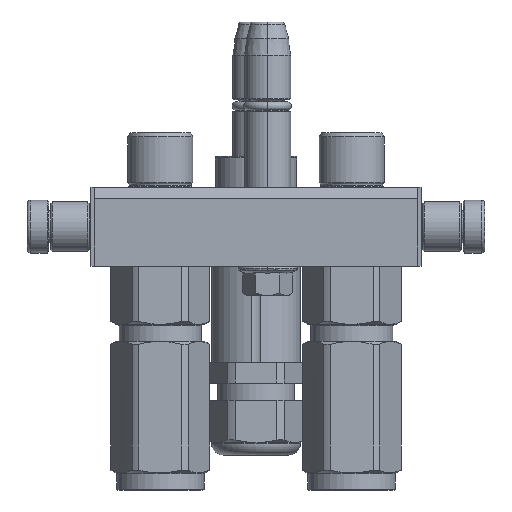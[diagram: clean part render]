
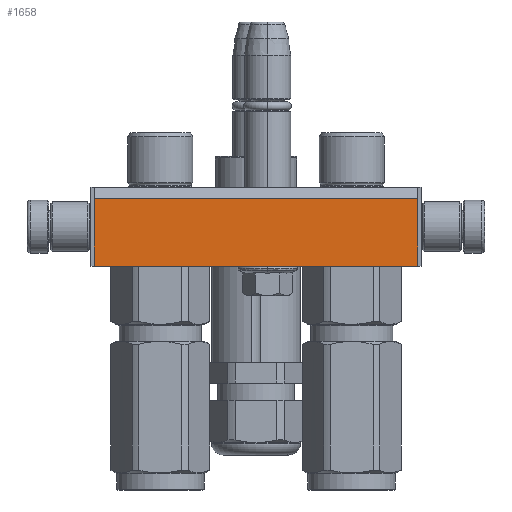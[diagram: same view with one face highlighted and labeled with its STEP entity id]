
A CAD part, left-side view. The second image highlights one B-rep face of the part: STEP entity #1658.
In plain terms, the highlighted face is planar.
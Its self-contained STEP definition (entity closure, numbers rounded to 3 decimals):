
#180 = CARTESIAN_POINT ( 'NONE',  ( 78., 3.464, 24. ) ) ;
#234 = AXIS2_PLACEMENT_3D ( 'NONE', #42840, #20069, #46588 ) ;
#1658 = ADVANCED_FACE ( 'NONE', ( #26513 ), #3697, .T. ) ;
#2610 = ORIENTED_EDGE ( 'NONE', *, *, #12866, .F. ) ;
#3697 = PLANE ( 'NONE',  #234 ) ;
#6189 = LINE ( 'NONE', #41444, #22647 ) ;
#7167 = VERTEX_POINT ( 'NONE', #180 ) ;
#9180 = LINE ( 'NONE', #38100, #40222 ) ;
#10499 = DIRECTION ( 'NONE',  ( 1., 0., 0. ) ) ;
#11068 = CARTESIAN_POINT ( 'NONE',  ( -20., 24., 24. ) ) ;
#11748 = LINE ( 'NONE', #11068, #13600 ) ;
#12866 = EDGE_CURVE ( 'NONE', #39989, #14286, #11748, .T. ) ;
#13600 = VECTOR ( 'NONE', #22453, 1000. ) ;
#14286 = VERTEX_POINT ( 'NONE', #22798 ) ;
#14827 = DIRECTION ( 'NONE',  ( 0., 1., 0. ) ) ;
#19346 = EDGE_CURVE ( 'NONE', #7167, #14286, #37064, .T. ) ;
#20069 = DIRECTION ( 'NONE',  ( 0., 0., 1. ) ) ;
#21341 = EDGE_CURVE ( 'NONE', #32075, #7167, #6189, .T. ) ;
#22453 = DIRECTION ( 'NONE',  ( 1., 0., 0. ) ) ;
#22647 = VECTOR ( 'NONE', #10499, 1000. ) ;
#22798 = CARTESIAN_POINT ( 'NONE',  ( 78., 24., 24. ) ) ;
#26513 = FACE_OUTER_BOUND ( 'NONE', #37549, .T. ) ;
#32075 = VERTEX_POINT ( 'NONE', #35355 ) ;
#32895 = ORIENTED_EDGE ( 'NONE', *, *, #21341, .T. ) ;
#34616 = VECTOR ( 'NONE', #44326, 1000. ) ;
#35355 = CARTESIAN_POINT ( 'NONE',  ( -20., 3.464, 24. ) ) ;
#35562 = EDGE_CURVE ( 'NONE', #32075, #39989, #9180, .T. ) ;
#37064 = LINE ( 'NONE', #40108, #34616 ) ;
#37549 = EDGE_LOOP ( 'NONE', ( #2610, #48162, #32895, #50015 ) ) ;
#38100 = CARTESIAN_POINT ( 'NONE',  ( -20., 3.464, 24. ) ) ;
#39989 = VERTEX_POINT ( 'NONE', #45528 ) ;
#40108 = CARTESIAN_POINT ( 'NONE',  ( 78., 3.464, 24. ) ) ;
#40222 = VECTOR ( 'NONE', #14827, 1000. ) ;
#41444 = CARTESIAN_POINT ( 'NONE',  ( -20., 3.464, 24. ) ) ;
#42840 = CARTESIAN_POINT ( 'NONE',  ( -21., 0., 24. ) ) ;
#44326 = DIRECTION ( 'NONE',  ( 0., 1., 0. ) ) ;
#45528 = CARTESIAN_POINT ( 'NONE',  ( -20., 24., 24. ) ) ;
#46588 = DIRECTION ( 'NONE',  ( 1., 0., 0. ) ) ;
#48162 = ORIENTED_EDGE ( 'NONE', *, *, #35562, .F. ) ;
#50015 = ORIENTED_EDGE ( 'NONE', *, *, #19346, .T. ) ;
